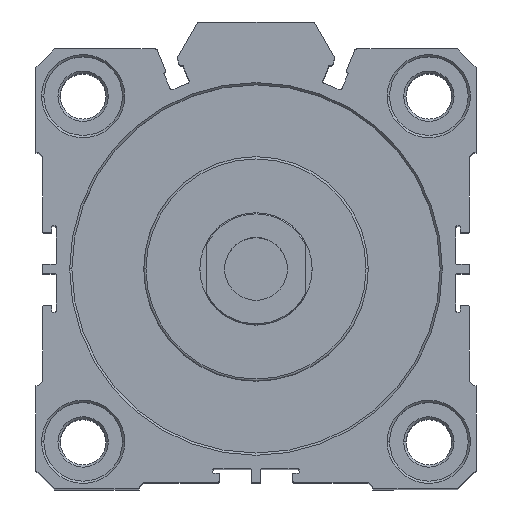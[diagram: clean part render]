
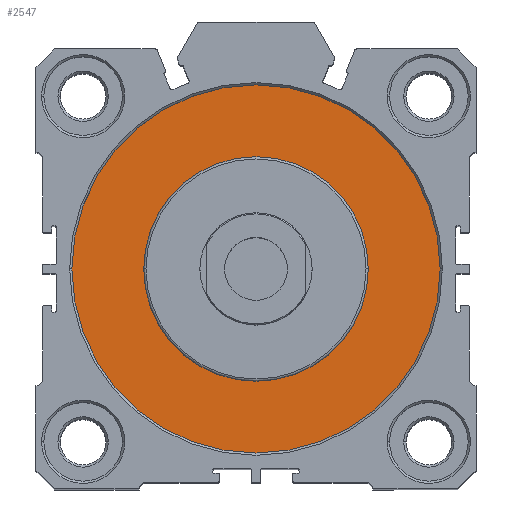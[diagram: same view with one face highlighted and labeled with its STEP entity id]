
A CAD part, top view. The second image highlights one B-rep face of the part: STEP entity #2547.
In plain terms, the highlighted planar face has unit normal (0, 0, 1).
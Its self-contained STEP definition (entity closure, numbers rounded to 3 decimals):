
#332 = VERTEX_POINT ( 'NONE', #2048 ) ;
#400 = CARTESIAN_POINT ( 'NONE',  ( 0., 0., 58.85 ) ) ;
#437 = ORIENTED_EDGE ( 'NONE', *, *, #501, .T. ) ;
#501 = EDGE_CURVE ( 'NONE', #2123, #332, #608, .T. ) ;
#608 = CIRCLE ( 'NONE', #2837, 41. ) ;
#662 = FACE_BOUND ( 'NONE', #5316, .T. ) ;
#677 = ORIENTED_EDGE ( 'NONE', *, *, #2990, .T. ) ;
#713 = CARTESIAN_POINT ( 'NONE',  ( 0., 0., 58.85 ) ) ;
#841 = CARTESIAN_POINT ( 'NONE',  ( 0., 0., 58.85 ) ) ;
#930 = CARTESIAN_POINT ( 'NONE',  ( 25., 0., 58.85 ) ) ;
#974 = AXIS2_PLACEMENT_3D ( 'NONE', #400, #4800, #1061 ) ;
#1061 = DIRECTION ( 'NONE',  ( 1., 0., 0. ) ) ;
#1348 = CIRCLE ( 'NONE', #4299, 25. ) ;
#1478 = DIRECTION ( 'NONE',  ( 1., 0., 0. ) ) ;
#1515 = CARTESIAN_POINT ( 'NONE',  ( 0., 0., 58.85 ) ) ;
#1523 = VERTEX_POINT ( 'NONE', #7003 ) ;
#2048 = CARTESIAN_POINT ( 'NONE',  ( -41., 0., 58.85 ) ) ;
#2123 = VERTEX_POINT ( 'NONE', #2506 ) ;
#2145 = DIRECTION ( 'NONE',  ( 1., 0., 0. ) ) ;
#2152 = CARTESIAN_POINT ( 'NONE',  ( 0., 0., 58.85 ) ) ;
#2349 = VERTEX_POINT ( 'NONE', #930 ) ;
#2436 = AXIS2_PLACEMENT_3D ( 'NONE', #713, #6376, #2622 ) ;
#2506 = CARTESIAN_POINT ( 'NONE',  ( 41., 0., 58.85 ) ) ;
#2537 = AXIS2_PLACEMENT_3D ( 'NONE', #2152, #6547, #2785 ) ;
#2547 = ADVANCED_FACE ( 'NONE', ( #662, #6970 ), #5753, .T. ) ;
#2622 = DIRECTION ( 'NONE',  ( 1., 0., 0. ) ) ;
#2785 = DIRECTION ( 'NONE',  ( 1., 0., 0. ) ) ;
#2837 = AXIS2_PLACEMENT_3D ( 'NONE', #841, #5239, #1478 ) ;
#2990 = EDGE_CURVE ( 'NONE', #332, #2123, #4206, .T. ) ;
#3572 = EDGE_CURVE ( 'NONE', #2349, #1523, #1348, .T. ) ;
#4206 = CIRCLE ( 'NONE', #2537, 41. ) ;
#4299 = AXIS2_PLACEMENT_3D ( 'NONE', #1515, #5908, #2145 ) ;
#4800 = DIRECTION ( 'NONE',  ( 0., 0., 1. ) ) ;
#5239 = DIRECTION ( 'NONE',  ( 0., 0., 1. ) ) ;
#5316 = EDGE_LOOP ( 'NONE', ( #7068, #5624 ) ) ;
#5515 = EDGE_CURVE ( 'NONE', #1523, #2349, #7111, .T. ) ;
#5624 = ORIENTED_EDGE ( 'NONE', *, *, #3572, .F. ) ;
#5699 = EDGE_LOOP ( 'NONE', ( #437, #677 ) ) ;
#5753 = PLANE ( 'NONE',  #2436 ) ;
#5908 = DIRECTION ( 'NONE',  ( 0., 0., 1. ) ) ;
#6376 = DIRECTION ( 'NONE',  ( 0., 0., 1. ) ) ;
#6547 = DIRECTION ( 'NONE',  ( 0., 0., 1. ) ) ;
#6970 = FACE_OUTER_BOUND ( 'NONE', #5699, .T. ) ;
#7003 = CARTESIAN_POINT ( 'NONE',  ( -25., 0., 58.85 ) ) ;
#7068 = ORIENTED_EDGE ( 'NONE', *, *, #5515, .F. ) ;
#7111 = CIRCLE ( 'NONE', #974, 25. ) ;
